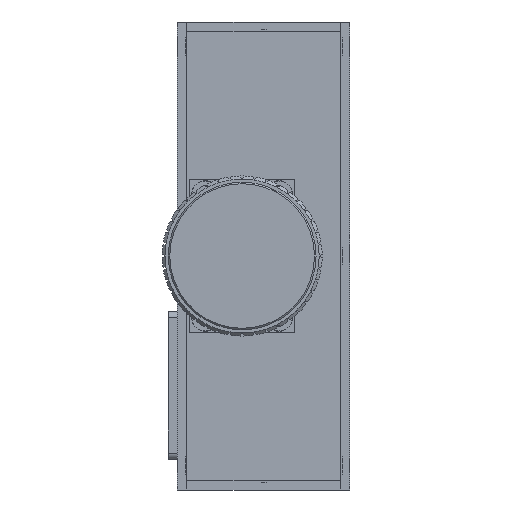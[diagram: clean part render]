
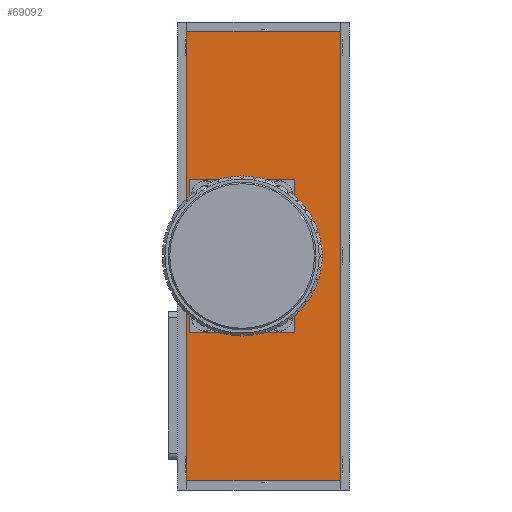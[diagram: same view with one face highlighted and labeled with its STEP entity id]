
A CAD part, left-side view. The second image highlights one B-rep face of the part: STEP entity #69092.
In plain terms, the highlighted planar face has unit normal (-1, 0, 0).
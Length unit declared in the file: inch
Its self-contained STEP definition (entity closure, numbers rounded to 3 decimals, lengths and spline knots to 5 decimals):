
#612 = VECTOR ( 'NONE', #52686, 39.37008 ) ;
#805 = CARTESIAN_POINT ( 'NONE',  ( -2.95276, 0.49213, -1.43701 ) ) ;
#1225 = FACE_OUTER_BOUND ( 'NONE', #11613, .T. ) ;
#1319 = EDGE_CURVE ( 'NONE', #11342, #2664, #12596, .T. ) ;
#2660 = LINE ( 'NONE', #27391, #55757 ) ;
#2664 = VERTEX_POINT ( 'NONE', #32666 ) ;
#4157 = CARTESIAN_POINT ( 'NONE',  ( -2.95276, 0.47244, 0.49213 ) ) ;
#6269 = CARTESIAN_POINT ( 'NONE',  ( -2.95276, -0.19685, -0.49213 ) ) ;
#6271 = EDGE_CURVE ( 'NONE', #70258, #63752, #59545, .T. ) ;
#7319 = FACE_BOUND ( 'NONE', #21670, .T. ) ;
#7378 = ORIENTED_EDGE ( 'NONE', *, *, #33268, .T. ) ;
#8791 = CARTESIAN_POINT ( 'NONE',  ( -2.95276, -0.49213, 1.43701 ) ) ;
#8935 = CARTESIAN_POINT ( 'NONE',  ( -2.95276, 0.49213, 1.43701 ) ) ;
#11342 = VERTEX_POINT ( 'NONE', #22367 ) ;
#11613 = EDGE_LOOP ( 'NONE', ( #25181, #7378, #52428, #40353 ) ) ;
#12596 = LINE ( 'NONE', #805, #25948 ) ;
#13232 = CARTESIAN_POINT ( 'NONE',  ( -2.95276, -0.19685, -0.49213 ) ) ;
#18451 = LINE ( 'NONE', #6269, #74144 ) ;
#19807 = EDGE_CURVE ( 'NONE', #28980, #42147, #63812, .T. ) ;
#19851 = DIRECTION ( 'NONE',  ( 0., 1., 0. ) ) ;
#19896 = DIRECTION ( 'NONE',  ( 0., 0., 1. ) ) ;
#20626 = EDGE_CURVE ( 'NONE', #63752, #28980, #18451, .T. ) ;
#21670 = EDGE_LOOP ( 'NONE', ( #67109, #49710, #39734, #24147 ) ) ;
#22127 = DIRECTION ( 'NONE',  ( 0., 0., -1. ) ) ;
#22367 = CARTESIAN_POINT ( 'NONE',  ( -2.95276, -0.49213, -1.43701 ) ) ;
#23758 = VECTOR ( 'NONE', #49423, 39.37008 ) ;
#24147 = ORIENTED_EDGE ( 'NONE', *, *, #19807, .F. ) ;
#25181 = ORIENTED_EDGE ( 'NONE', *, *, #75785, .F. ) ;
#25948 = VECTOR ( 'NONE', #19851, 39.37008 ) ;
#25959 = PLANE ( 'NONE',  #72785 ) ;
#27391 = CARTESIAN_POINT ( 'NONE',  ( -2.95276, 0.49213, -1.43701 ) ) ;
#28980 = VERTEX_POINT ( 'NONE', #31883 ) ;
#29288 = CARTESIAN_POINT ( 'NONE',  ( -2.95276, 0.49213, 1.43701 ) ) ;
#31008 = DIRECTION ( 'NONE',  ( 0., -1., 0. ) ) ;
#31883 = CARTESIAN_POINT ( 'NONE',  ( -2.95276, -0.19685, -0.49213 ) ) ;
#32509 = DIRECTION ( 'NONE',  ( 0., 0., -1. ) ) ;
#32666 = CARTESIAN_POINT ( 'NONE',  ( -2.95276, 0.49213, -1.43701 ) ) ;
#33268 = EDGE_CURVE ( 'NONE', #64007, #52294, #52386, .T. ) ;
#34719 = DIRECTION ( 'NONE',  ( -1., 0., 0. ) ) ;
#39734 = ORIENTED_EDGE ( 'NONE', *, *, #73203, .F. ) ;
#40353 = ORIENTED_EDGE ( 'NONE', *, *, #1319, .F. ) ;
#40911 = CARTESIAN_POINT ( 'NONE',  ( -2.95276, 0.47244, -0.49213 ) ) ;
#42147 = VERTEX_POINT ( 'NONE', #44023 ) ;
#42578 = CARTESIAN_POINT ( 'NONE',  ( -2.95276, 0.49213, -1.43701 ) ) ;
#43412 = EDGE_CURVE ( 'NONE', #52294, #2664, #2660, .T. ) ;
#44023 = CARTESIAN_POINT ( 'NONE',  ( -2.95276, -0.19685, 0.49213 ) ) ;
#44666 = CARTESIAN_POINT ( 'NONE',  ( -2.95276, -0.49213, -1.43701 ) ) ;
#49423 = DIRECTION ( 'NONE',  ( 0., 1., 0. ) ) ;
#49710 = ORIENTED_EDGE ( 'NONE', *, *, #6271, .F. ) ;
#52294 = VERTEX_POINT ( 'NONE', #8935 ) ;
#52386 = LINE ( 'NONE', #29288, #62518 ) ;
#52428 = ORIENTED_EDGE ( 'NONE', *, *, #43412, .T. ) ;
#52686 = DIRECTION ( 'NONE',  ( 0., 0., -1. ) ) ;
#53027 = CARTESIAN_POINT ( 'NONE',  ( -2.95276, 0.47244, -0.49213 ) ) ;
#55757 = VECTOR ( 'NONE', #22127, 39.37008 ) ;
#58444 = DIRECTION ( 'NONE',  ( 0., 1., 0. ) ) ;
#59545 = LINE ( 'NONE', #40911, #612 ) ;
#60793 = CARTESIAN_POINT ( 'NONE',  ( -2.95276, -0.19685, 0.49213 ) ) ;
#62518 = VECTOR ( 'NONE', #58444, 39.37008 ) ;
#63752 = VERTEX_POINT ( 'NONE', #53027 ) ;
#63812 = LINE ( 'NONE', #13232, #65046 ) ;
#64007 = VERTEX_POINT ( 'NONE', #8791 ) ;
#65046 = VECTOR ( 'NONE', #69111, 39.37008 ) ;
#67109 = ORIENTED_EDGE ( 'NONE', *, *, #20626, .F. ) ;
#69092 = ADVANCED_FACE ( 'NONE', ( #7319, #1225 ), #25959, .T. ) ;
#69111 = DIRECTION ( 'NONE',  ( 0., 0., 1. ) ) ;
#69378 = LINE ( 'NONE', #44666, #71804 ) ;
#70258 = VERTEX_POINT ( 'NONE', #4157 ) ;
#71804 = VECTOR ( 'NONE', #32509, 39.37008 ) ;
#72785 = AXIS2_PLACEMENT_3D ( 'NONE', #42578, #34719, #19896 ) ;
#73203 = EDGE_CURVE ( 'NONE', #42147, #70258, #73746, .T. ) ;
#73746 = LINE ( 'NONE', #60793, #23758 ) ;
#74144 = VECTOR ( 'NONE', #31008, 39.37008 ) ;
#75785 = EDGE_CURVE ( 'NONE', #64007, #11342, #69378, .T. ) ;
